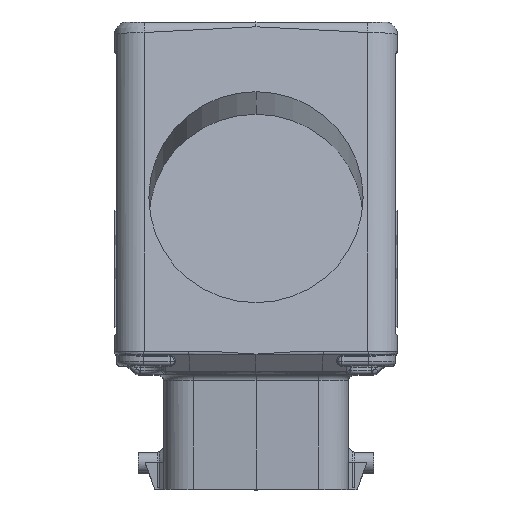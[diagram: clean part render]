
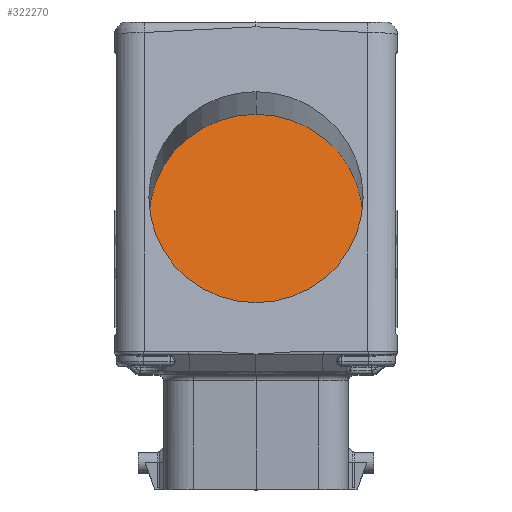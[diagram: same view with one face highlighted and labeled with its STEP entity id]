
A CAD part, top view. The second image highlights one B-rep face of the part: STEP entity #322270.
In plain terms, the highlighted planar face has unit normal (0, 0.174, 0.985).
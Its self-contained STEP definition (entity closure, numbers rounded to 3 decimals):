
#322030=CARTESIAN_POINT('',(20.373,56.805,
36.92));
#322040=DIRECTION('',(0.,0.174,0.985));
#322050=DIRECTION('',(0.,0.985,-0.174));
#322060=AXIS2_PLACEMENT_3D('',#322030,#322040,#322050);
#322070=PLANE('',#322060);
#322080=CARTESIAN_POINT('',(46.623,82.656,
32.362));
#322090=DIRECTION('',(0.,0.174,0.985));
#322100=DIRECTION('',(0.,0.985,-0.174));
#322110=AXIS2_PLACEMENT_3D('',#322080,#322090,#322100);
#322120=CIRCLE('',#322110,25.);
#322130=CARTESIAN_POINT('',(46.623,107.276,
28.02));
#322140=VERTEX_POINT('',#322130);
#322150=CARTESIAN_POINT('',(46.623,58.036,
36.703));
#322160=VERTEX_POINT('',#322150);
#322170=EDGE_CURVE('',#322140,#322160,#322120,.T.);
#322180=ORIENTED_EDGE('',*,*,#322170,.T.);
#322190=CARTESIAN_POINT('',(71.623,82.656,
32.362));
#322200=VERTEX_POINT('',#322190);
#322210=EDGE_CURVE('',#322200,#322140,#322120,.T.);
#322220=ORIENTED_EDGE('',*,*,#322210,.T.);
#322230=EDGE_CURVE('',#322160,#322200,#322120,.T.);
#322240=ORIENTED_EDGE('',*,*,#322230,.T.);
#322250=EDGE_LOOP('',(#322240,#322220,#322180));
#322260=FACE_OUTER_BOUND('',#322250,.T.);
#322270=ADVANCED_FACE('',(#322260),#322070,.T.);
